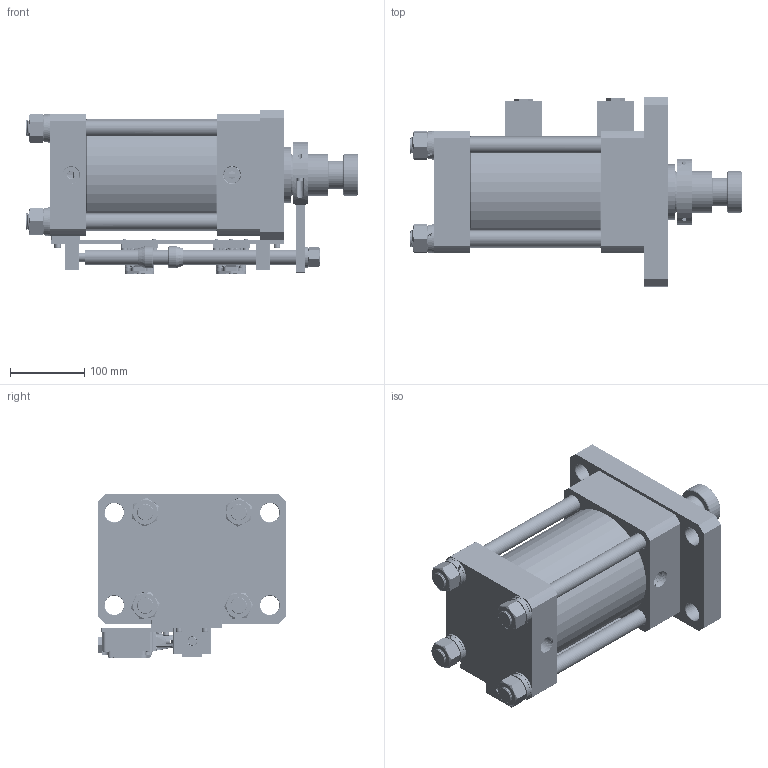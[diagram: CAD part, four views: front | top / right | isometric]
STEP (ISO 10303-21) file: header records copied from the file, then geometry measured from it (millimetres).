
FILE_DESCRIPTION (( 'STEP AP203' ), '1' );
FILE_NAME ('CHK-FA125-90油缸三维图.STEP', '2013-03-11T08:24:50', ( 'user' ), ( 'Microsoft' ), 'SwSTEP 2.0', 'SolidWorks 2012', '' );
FILE_SCHEMA (( 'CONFIG_CONTROL_DESIGN' ));
Length unit declared in the file: millimetre
Products named in the file (46): CHK-FA125-90油缸三维图; 蟀軞1; bead1; 22; Hexagon socket head cap screws GB_GB_FASTENER_SCREWS_HSHCS M5X16-N; 蟀2; 蟀1; 俴最奪90; 俴最裝90; hexagon socket head cap screws gb_GB_FASTENER_SCREWS_HSHCS M5X35-N; 菁啣90; 詰芠90; 活塞杆90; 嶺裝90; cross recessed countersunk head screws gb1_GB_CROSS_SCREWS_TYPE4 M3X8-6.35  H type-N; 21234_PreviewCfg; 俴最羲壽; 俴最羲壽嘐隅啣13; 俴最裝嘐隅釱; 俴最奪盓傅釱; Hex socket set screws with flat point GB_GB_FASTENER_SCREWS_HSFP M5X5-N; 袉赽; 4454_GB_FASTENER_SCREWS_HSHCS M5X12-N; 玩而我却_GB_FASTENER_NUT_SNC1 M16-N; 1232_GB_FASTENER_WASHER_SW 18; Hex socket set screws with flat point GB_GB_FASTENER_SCREWS_HSFP M5X8-N; 4454_GB_FASTENER_SCREWS_HSHCS M5X20-N; 菜輸; 玩而我却_GB_FASTENER_NUT_SNC1 M22-N; 1232_GB_FASTENER_WASHER_SW 24; 菜え1; 楊擘; 渡杶; ヶ遣喳杶; 活塞; 綴遣喳杶; ヶ裔; 綴裔
Assembly tree (80 placements, depth 3):
  CHK-FA125-90油缸三维图
    綴裔
    ヶ裔
    綴遣喳杶
    活塞
    ヶ遣喳杶
    渡杶
    楊擘
    菜え1  x4
    1232_GB_FASTENER_WASHER_SW 24  x4
    玩而我却_GB_FASTENER_NUT_SNC1 M22-N  x4
    菜輸
    4454_GB_FASTENER_SCREWS_HSHCS M5X20-N  x4
    Hex socket set screws with flat point GB_GB_FASTENER_SCREWS_HSFP M5X8-N
    1232_GB_FASTENER_WASHER_SW 18
    玩而我却_GB_FASTENER_NUT_SNC1 M16-N
    俴最羲壽嘐隅啣13
    4454_GB_FASTENER_SCREWS_HSHCS M5X12-N  x5
    袉赽  x2
    Hex socket set screws with flat point GB_GB_FASTENER_SCREWS_HSFP M5X5-N  x2
    俴最奪盓傅釱
    俴最裝嘐隅釱
    俴最羲壽嘐隅啣13
    俴最羲壽  x2
    21234_PreviewCfg
    21234_PreviewCfg
    21234_PreviewCfg
    21234_PreviewCfg
    21234_PreviewCfg
    21234_PreviewCfg
    21234_PreviewCfg
    21234_PreviewCfg
    cross recessed countersunk head screws gb1_GB_CROSS_SCREWS_TYPE4 M3X8-6.35  H type-N  x10
    嶺裝90  x4
    活塞杆90
    詰芠90
    菁啣90
    hexagon socket head cap screws gb_GB_FASTENER_SCREWS_HSHCS M5X35-N  x4
    俴最裝90
    俴最奪90
    蟀軞1
      蟀1
      蟀2
      Hexagon socket head cap screws GB_GB_FASTENER_SCREWS_HSHCS M5X16-N  x2
      22
      bead1
Bounding box: 448 x 255 x 221.05 mm (x, y, z)
Volume: 7782857.6 mm3; surface area: 1105666.5 mm2
Topology: 79 solids, 79 shells, 2776 faces, 6843 edges, 4300 vertices
Faces by surface type: cylinder 1125, plane 961, cone 414, torus 148, bspline 112, sphere 16
Entity records: 75507 total; most frequent: CARTESIAN_POINT 30654, ORIENTED_EDGE 8218, DIRECTION 8216, EDGE_CURVE 4109, AXIS2_PLACEMENT_3D 3162, VERTEX_POINT 2590, EDGE_LOOP 1915, VECTOR 1892
